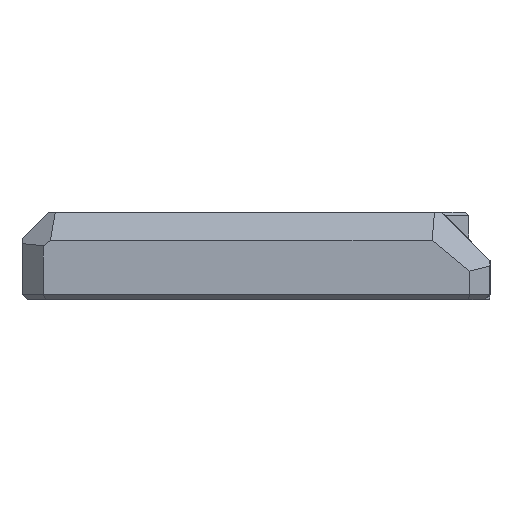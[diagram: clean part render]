
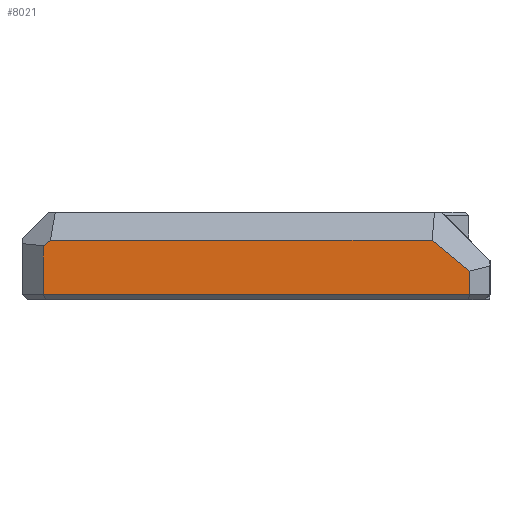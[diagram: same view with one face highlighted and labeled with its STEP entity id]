
A CAD part, left-side view. The second image highlights one B-rep face of the part: STEP entity #8021.
In plain terms, the highlighted planar face has unit normal (-1, 0, 0).
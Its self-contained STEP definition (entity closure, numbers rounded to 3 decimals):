
#244=PLANE('',#8386);
#600=FACE_OUTER_BOUND('',#1057,.T.);
#1057=EDGE_LOOP('',(#6701,#6702,#6703,#6704,#6705,#6706));
#1766=LINE('',#13811,#2577);
#1773=LINE('',#13826,#2584);
#1775=LINE('',#13830,#2586);
#1776=LINE('',#13831,#2587);
#1777=LINE('',#13833,#2588);
#1778=LINE('',#13834,#2589);
#2577=VECTOR('',#9404,10.);
#2584=VECTOR('',#9415,10.);
#2586=VECTOR('',#9419,10.);
#2587=VECTOR('',#9420,10.);
#2588=VECTOR('',#9421,10.);
#2589=VECTOR('',#9422,10.);
#3804=VERTEX_POINT('',#13807);
#3805=VERTEX_POINT('',#13809);
#3810=VERTEX_POINT('',#13823);
#3811=VERTEX_POINT('',#13825);
#3812=VERTEX_POINT('',#13829);
#3813=VERTEX_POINT('',#13832);
#4833=EDGE_CURVE('',#3805,#3804,#1766,.T.);
#4840=EDGE_CURVE('',#3810,#3811,#1773,.T.);
#4842=EDGE_CURVE('',#3812,#3804,#1775,.T.);
#4843=EDGE_CURVE('',#3805,#3811,#1776,.T.);
#4844=EDGE_CURVE('',#3813,#3810,#1777,.T.);
#4845=EDGE_CURVE('',#3812,#3813,#1778,.T.);
#6701=ORIENTED_EDGE('',*,*,#4842,.T.);
#6702=ORIENTED_EDGE('',*,*,#4833,.F.);
#6703=ORIENTED_EDGE('',*,*,#4843,.T.);
#6704=ORIENTED_EDGE('',*,*,#4840,.F.);
#6705=ORIENTED_EDGE('',*,*,#4844,.F.);
#6706=ORIENTED_EDGE('',*,*,#4845,.F.);
#8021=ADVANCED_FACE('',(#600),#244,.T.);
#8386=AXIS2_PLACEMENT_3D('',#13828,#9417,#9418);
#9404=DIRECTION('',(0.,-1.,0.));
#9415=DIRECTION('',(0.,0.,1.));
#9417=DIRECTION('center_axis',(-1.,0.,0.));
#9418=DIRECTION('ref_axis',(0.,1.,0.));
#9419=DIRECTION('',(0.,0.775,0.632));
#9420=DIRECTION('',(0.,0.794,-0.607));
#9421=DIRECTION('',(0.,1.,0.));
#9422=DIRECTION('',(0.,0.,-1.));
#13807=CARTESIAN_POINT('',(-70.5,-26.494,-4.));
#13809=CARTESIAN_POINT('',(-70.5,27.35,-4.));
#13811=CARTESIAN_POINT('',(-70.5,-18.15,-4.));
#13823=CARTESIAN_POINT('',(-70.5,28.35,-11.65));
#13825=CARTESIAN_POINT('',(-70.5,28.35,-4.765));
#13826=CARTESIAN_POINT('',(-70.5,28.35,0.));
#13828=CARTESIAN_POINT('Origin',(-70.5,-34.65,0.));
#13829=CARTESIAN_POINT('',(-70.5,-31.822,-8.35));
#13830=CARTESIAN_POINT('',(-70.5,-29.56,-6.503));
#13831=CARTESIAN_POINT('',(-70.5,7.261,11.361));
#13832=CARTESIAN_POINT('',(-70.5,-31.822,-11.65));
#13833=CARTESIAN_POINT('',(-70.5,-18.15,-11.65));
#13834=CARTESIAN_POINT('',(-70.5,-31.822,0.));
